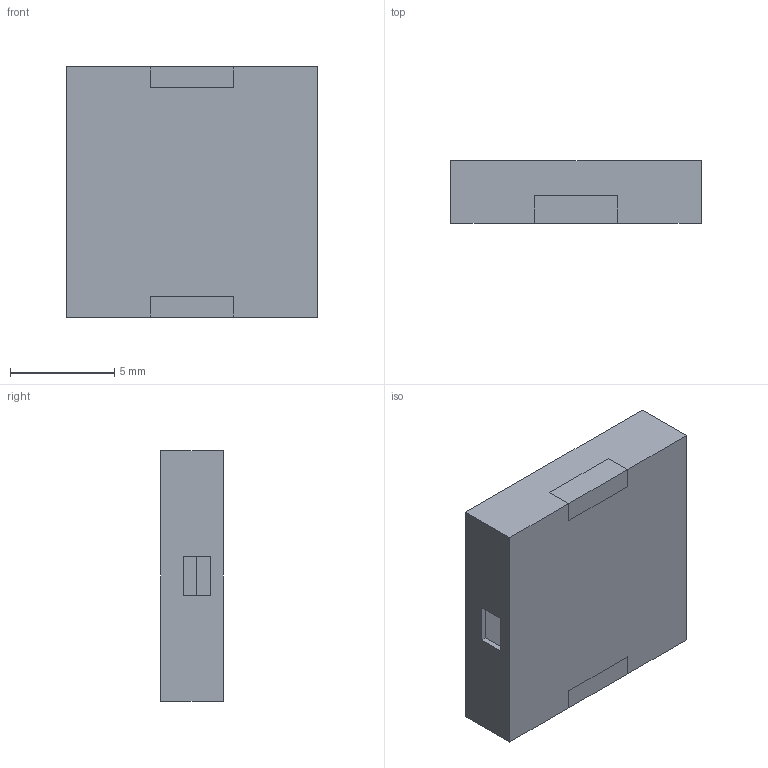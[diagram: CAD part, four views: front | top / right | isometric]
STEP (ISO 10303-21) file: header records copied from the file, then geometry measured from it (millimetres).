
FILE_DESCRIPTION(/* description */ (''),/* implementation_level */ '2;1');
FILE_NAME(/* name */ 'SMTB-1240-S-R.ipt.stp',/* time_stamp */ '2020-05-28T15:45:31-04:00',/* author */ ('vandenbroek'),/* organization */ (''),/* preprocessor_version */ 'ST-DEVELOPER v16.1',/* originating_system */ 'Autodesk Inventor 2016',/* authorisation */ '');
FILE_SCHEMA (('AUTOMOTIVE_DESIGN { 1 0 10303 214 3 1 1 }'));
Length unit declared in the file: millimetre
Products named in the file (1): SMTB-1240-S-R
Bounding box: 12 x 3 x 12 mm (x, y, z)
Volume: 258.8 mm3; surface area: 832.2 mm2
Topology: 4 solids, 4 shells, 61 faces, 152 edges, 100 vertices
Faces by surface type: plane 61
Entity records: 1839 total; most frequent: CARTESIAN_POINT 314, ORIENTED_EDGE 304, DIRECTION 276, LINE 152, VECTOR 152, EDGE_CURVE 152, VERTEX_POINT 100, EDGE_LOOP 64
